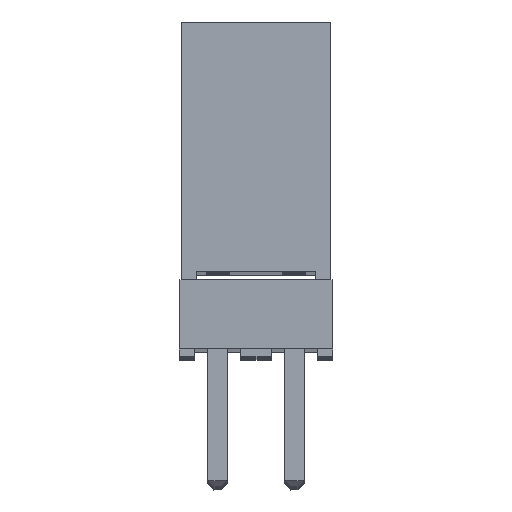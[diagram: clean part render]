
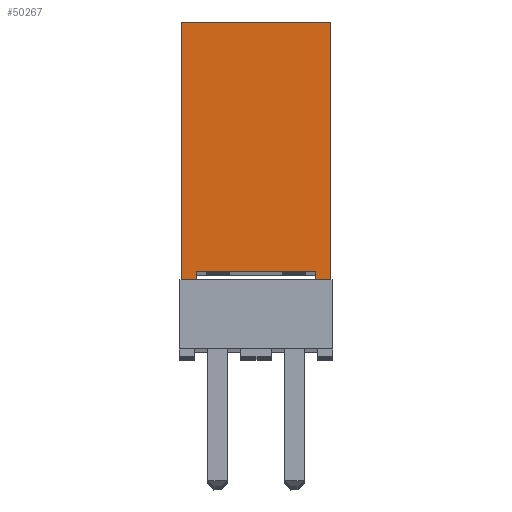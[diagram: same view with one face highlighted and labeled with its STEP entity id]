
A CAD part, top view. The second image highlights one B-rep face of the part: STEP entity #50267.
In plain terms, the highlighted planar face has unit normal (0, 0, 1).
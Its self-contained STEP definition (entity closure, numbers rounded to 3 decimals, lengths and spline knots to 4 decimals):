
#1028=ORIENTED_EDGE('',*,*,#11602,.F.);
#1029=ORIENTED_EDGE('',*,*,#11603,.F.);
#1030=ORIENTED_EDGE('',*,*,#10680,.T.);
#1031=ORIENTED_EDGE('',*,*,#11601,.F.);
#1032=ORIENTED_EDGE('',*,*,#11604,.F.);
#1033=ORIENTED_EDGE('',*,*,#10947,.F.);
#1034=ORIENTED_EDGE('',*,*,#11605,.F.);
#1035=ORIENTED_EDGE('',*,*,#11606,.F.);
#10680=EDGE_CURVE('',#16009,#16008,#19352,.T.);
#10947=EDGE_CURVE('',#16273,#16274,#19619,.T.);
#11601=EDGE_CURVE('',#16848,#16008,#20273,.T.);
#11602=EDGE_CURVE('',#16849,#16850,#20274,.T.);
#11603=EDGE_CURVE('',#16009,#16849,#20275,.T.);
#11604=EDGE_CURVE('',#16274,#16848,#20276,.T.);
#11605=EDGE_CURVE('',#16851,#16273,#20277,.T.);
#11606=EDGE_CURVE('',#16850,#16851,#20278,.T.);
#16008=VERTEX_POINT('',#63543);
#16009=VERTEX_POINT('',#63545);
#16273=VERTEX_POINT('',#64076);
#16274=VERTEX_POINT('',#64078);
#16848=VERTEX_POINT('',#65308);
#16849=VERTEX_POINT('',#65312);
#16850=VERTEX_POINT('',#65313);
#16851=VERTEX_POINT('',#65317);
#19352=LINE('',#63544,#24680);
#19619=LINE('',#64077,#24947);
#20273=LINE('',#65309,#25601);
#20274=LINE('',#65311,#25602);
#20275=LINE('',#65314,#25603);
#20276=LINE('',#65315,#25604);
#20277=LINE('',#65316,#25605);
#20278=LINE('',#65318,#25606);
#24680=VECTOR('',#54243,1000.);
#24947=VECTOR('',#54512,1000.);
#25601=VECTOR('',#55172,1000.);
#25602=VECTOR('',#55175,1000.);
#25603=VECTOR('',#55176,1000.);
#25604=VECTOR('',#55177,1000.);
#25605=VECTOR('',#55178,1000.);
#25606=VECTOR('',#55179,1000.);
#30061=EDGE_LOOP('',(#1028,#1029,#1030,#1031,#1032,#1033,#1034,#1035));
#32253=FACE_BOUND('',#30061,.T.);
#34393=PLANE('',#52256);
#50267=ADVANCED_FACE('',(#32253),#34393,.F.);
#52256=AXIS2_PLACEMENT_3D('',#65310,#55173,#55174);
#54243=DIRECTION('',(0.,-1.,0.));
#54512=DIRECTION('',(-1.,0.,0.));
#55172=DIRECTION('',(-1.,0.,0.));
#55173=DIRECTION('',(0.,0.,-1.));
#55174=DIRECTION('',(-1.,0.,0.));
#55175=DIRECTION('',(0.,-1.,0.));
#55176=DIRECTION('',(1.,0.,0.));
#55177=DIRECTION('',(0.,-1.,0.));
#55178=DIRECTION('',(0.,1.,0.));
#55179=DIRECTION('',(-1.,0.,0.));
#63543=CARTESIAN_POINT('',(-2.4765,0.,33.274));
#63544=CARTESIAN_POINT('',(-2.4765,4.2545,33.274));
#63545=CARTESIAN_POINT('',(-2.4765,8.509,33.274));
#64076=CARTESIAN_POINT('',(1.9685,0.254,33.274));
#64077=CARTESIAN_POINT('',(0.,0.254,33.274));
#64078=CARTESIAN_POINT('',(-1.9685,0.254,33.274));
#65308=CARTESIAN_POINT('',(-1.9685,0.,33.274));
#65309=CARTESIAN_POINT('',(-2.2225,0.,33.274));
#65310=CARTESIAN_POINT('',(-2.4765,8.509,33.274));
#65311=CARTESIAN_POINT('',(2.4765,4.2545,33.274));
#65312=CARTESIAN_POINT('',(2.4765,8.509,33.274));
#65313=CARTESIAN_POINT('',(2.4765,0.,33.274));
#65314=CARTESIAN_POINT('',(0.,8.509,33.274));
#65315=CARTESIAN_POINT('',(-1.9685,0.127,33.274));
#65316=CARTESIAN_POINT('',(1.9685,0.127,33.274));
#65317=CARTESIAN_POINT('',(1.9685,0.,33.274));
#65318=CARTESIAN_POINT('',(2.2225,0.,33.274));
